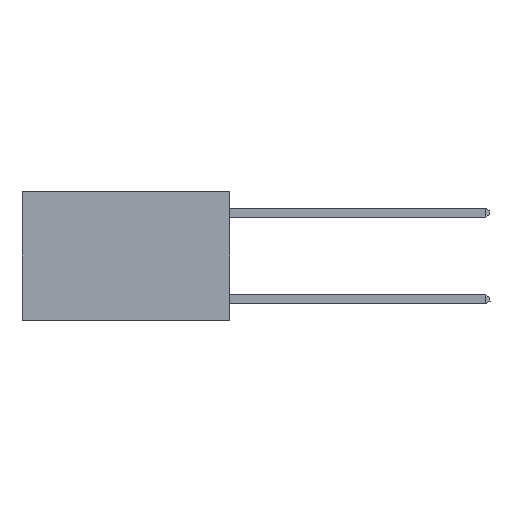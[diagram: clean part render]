
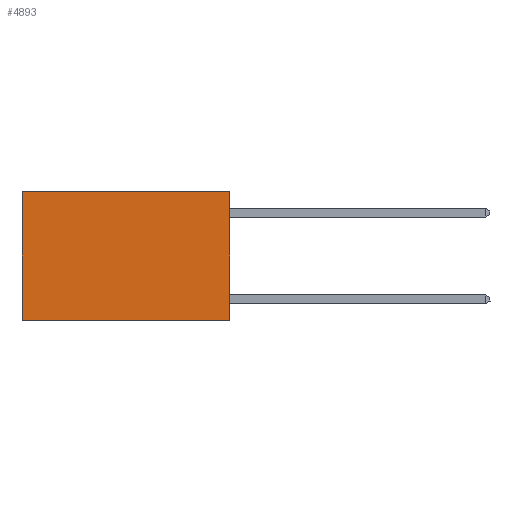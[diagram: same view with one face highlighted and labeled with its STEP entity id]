
A CAD part, left-side view. The second image highlights one B-rep face of the part: STEP entity #4893.
In plain terms, the highlighted planar face has unit normal (-1, 0, 0).
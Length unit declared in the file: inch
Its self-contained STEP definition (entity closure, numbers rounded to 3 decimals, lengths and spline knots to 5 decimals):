
#17 = EDGE_CURVE ( 'NONE', #3576, #1579, #21855, .T. ) ;
#897 = DIRECTION ( 'NONE',  ( 0., 0., -1. ) ) ;
#1579 = VERTEX_POINT ( 'NONE', #12934 ) ;
#1796 = VERTEX_POINT ( 'NONE', #3835 ) ;
#2797 = VERTEX_POINT ( 'NONE', #12087 ) ;
#3171 = CARTESIAN_POINT ( 'NONE',  ( 0.2625, 0., -0.37 ) ) ;
#3576 = VERTEX_POINT ( 'NONE', #4395 ) ;
#3667 = EDGE_LOOP ( 'NONE', ( #21850, #10415, #8943, #10238 ) ) ;
#3835 = CARTESIAN_POINT ( 'NONE',  ( 0.2625, 0.6, -0.37 ) ) ;
#4242 = AXIS2_PLACEMENT_3D ( 'NONE', #15675, #13630, #897 ) ;
#4395 = CARTESIAN_POINT ( 'NONE',  ( 0.2625, 0., 0. ) ) ;
#4893 = ADVANCED_FACE ( 'NONE', ( #22878 ), #26080, .F. ) ;
#5530 = VECTOR ( 'NONE', #18175, 39.37008 ) ;
#5550 = CARTESIAN_POINT ( 'NONE',  ( 0.2625, 0.6, 0. ) ) ;
#8217 = LINE ( 'NONE', #3171, #13219 ) ;
#8934 = CARTESIAN_POINT ( 'NONE',  ( 0.2625, 0., 0. ) ) ;
#8943 = ORIENTED_EDGE ( 'NONE', *, *, #22782, .F. ) ;
#9028 = CARTESIAN_POINT ( 'NONE',  ( 0.2625, 0., 0. ) ) ;
#10183 = VECTOR ( 'NONE', #14051, 39.37008 ) ;
#10238 = ORIENTED_EDGE ( 'NONE', *, *, #17, .T. ) ;
#10415 = ORIENTED_EDGE ( 'NONE', *, *, #26297, .F. ) ;
#11110 = DIRECTION ( 'NONE',  ( 0., 0., -1. ) ) ;
#12087 = CARTESIAN_POINT ( 'NONE',  ( 0.2625, 0., -0.37 ) ) ;
#12411 = VECTOR ( 'NONE', #11110, 39.37008 ) ;
#12934 = CARTESIAN_POINT ( 'NONE',  ( 0.2625, 0.6, 0. ) ) ;
#13219 = VECTOR ( 'NONE', #18093, 39.37008 ) ;
#13630 = DIRECTION ( 'NONE',  ( 1., 0., 0. ) ) ;
#14051 = DIRECTION ( 'NONE',  ( 0., 0., -1. ) ) ;
#15675 = CARTESIAN_POINT ( 'NONE',  ( 0.2625, 0., 0. ) ) ;
#18040 = LINE ( 'NONE', #8934, #12411 ) ;
#18093 = DIRECTION ( 'NONE',  ( 0., 1., 0. ) ) ;
#18175 = DIRECTION ( 'NONE',  ( 0., 1., 0. ) ) ;
#20533 = EDGE_CURVE ( 'NONE', #1579, #1796, #21427, .T. ) ;
#21427 = LINE ( 'NONE', #5550, #10183 ) ;
#21850 = ORIENTED_EDGE ( 'NONE', *, *, #20533, .T. ) ;
#21855 = LINE ( 'NONE', #9028, #5530 ) ;
#22782 = EDGE_CURVE ( 'NONE', #3576, #2797, #18040, .T. ) ;
#22878 = FACE_OUTER_BOUND ( 'NONE', #3667, .T. ) ;
#26080 = PLANE ( 'NONE',  #4242 ) ;
#26297 = EDGE_CURVE ( 'NONE', #2797, #1796, #8217, .T. ) ;
